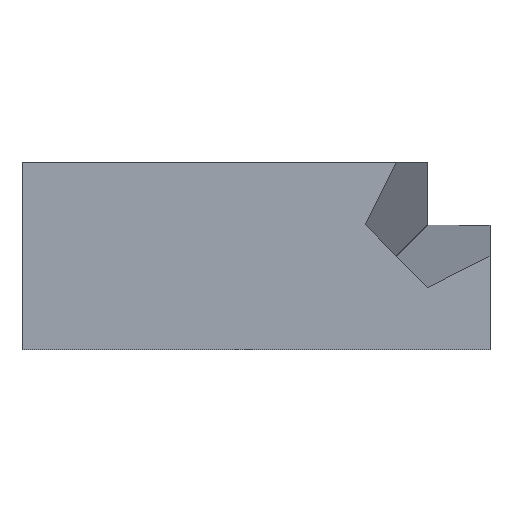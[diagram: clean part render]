
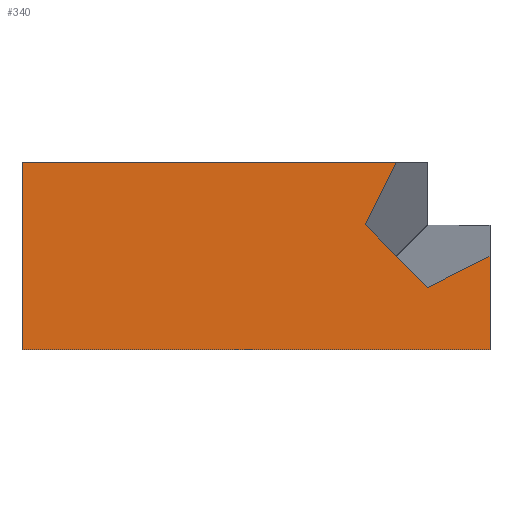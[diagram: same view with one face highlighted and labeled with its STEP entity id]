
A CAD part, left-side view. The second image highlights one B-rep face of the part: STEP entity #340.
In plain terms, the highlighted planar face has unit normal (-1, 0, 0).
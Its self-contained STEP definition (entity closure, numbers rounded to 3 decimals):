
#34=FACE_OUTER_BOUND('',#51,.T.);
#51=EDGE_LOOP('',(#296,#297,#298,#299,#300,#301,#302));
#60=LINE('',#480,#105);
#62=LINE('',#485,#107);
#80=LINE('',#523,#125);
#87=LINE('',#534,#132);
#91=LINE('',#539,#136);
#96=LINE('',#550,#141);
#97=LINE('',#552,#142);
#105=VECTOR('',#390,10.);
#107=VECTOR('',#394,10.);
#125=VECTOR('',#420,10.);
#132=VECTOR('',#431,10.);
#136=VECTOR('',#437,10.);
#141=VECTOR('',#452,10.);
#142=VECTOR('',#455,10.);
#150=VERTEX_POINT('',#477);
#151=VERTEX_POINT('',#479);
#152=VERTEX_POINT('',#483);
#153=VERTEX_POINT('',#484);
#168=VERTEX_POINT('',#521);
#169=VERTEX_POINT('',#522);
#172=VERTEX_POINT('',#548);
#180=EDGE_CURVE('',#150,#151,#60,.T.);
#182=EDGE_CURVE('',#152,#153,#62,.T.);
#200=EDGE_CURVE('',#168,#169,#80,.T.);
#207=EDGE_CURVE('',#169,#152,#87,.T.);
#211=EDGE_CURVE('',#153,#151,#91,.T.);
#216=EDGE_CURVE('',#172,#150,#96,.T.);
#217=EDGE_CURVE('',#168,#172,#97,.T.);
#296=ORIENTED_EDGE('',*,*,#182,.T.);
#297=ORIENTED_EDGE('',*,*,#211,.T.);
#298=ORIENTED_EDGE('',*,*,#180,.F.);
#299=ORIENTED_EDGE('',*,*,#216,.F.);
#300=ORIENTED_EDGE('',*,*,#217,.F.);
#301=ORIENTED_EDGE('',*,*,#200,.T.);
#302=ORIENTED_EDGE('',*,*,#207,.T.);
#323=PLANE('',#372);
#340=ADVANCED_FACE('',(#34),#323,.T.);
#372=AXIS2_PLACEMENT_3D('',#551,#453,#454);
#390=DIRECTION('',(0.,0.,1.));
#394=DIRECTION('',(0.,-0.447,0.894));
#420=DIRECTION('',(0.,0.894,-0.447));
#431=DIRECTION('',(0.,0.707,0.707));
#437=DIRECTION('',(0.,1.,0.));
#452=DIRECTION('',(0.,1.,0.));
#453=DIRECTION('center_axis',(-1.,0.,0.));
#454=DIRECTION('ref_axis',(0.,0.,1.));
#455=DIRECTION('',(0.,0.,-1.));
#477=CARTESIAN_POINT('',(-20.,80.,-20.));
#479=CARTESIAN_POINT('',(-20.,80.,20.));
#480=CARTESIAN_POINT('',(-20.,80.,-20.));
#483=CARTESIAN_POINT('',(-20.,6.736,6.65));
#484=CARTESIAN_POINT('',(-20.,0.061,20.));
#485=CARTESIAN_POINT('',(-20.,14.037,-7.951));
#521=CARTESIAN_POINT('',(-20.,-19.95,-0.086));
#522=CARTESIAN_POINT('',(-20.,-6.65,-6.736));
#523=CARTESIAN_POINT('',(-20.,-6.699,-6.712));
#534=CARTESIAN_POINT('',(-20.,-4.949,-5.036));
#539=CARTESIAN_POINT('',(-20.,0.,20.));
#548=CARTESIAN_POINT('',(-20.,-19.95,-20.));
#550=CARTESIAN_POINT('',(-20.,0.,-20.));
#551=CARTESIAN_POINT('Origin',(-20.,0.,-20.));
#552=CARTESIAN_POINT('',(-20.,-19.95,-10.));
